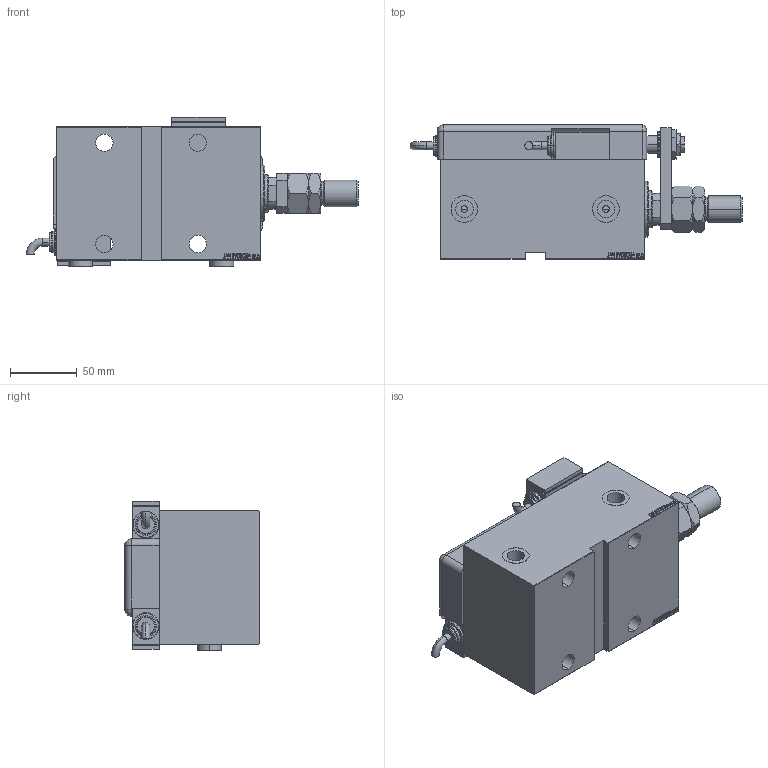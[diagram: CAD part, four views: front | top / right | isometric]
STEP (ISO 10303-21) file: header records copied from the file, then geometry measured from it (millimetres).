
FILE_DESCRIPTION (( 'STEP AP203' ), '1' );
FILE_NAME ('561d.STEP', '2024-05-20T10:17:49', ( '' ), ( '' ), 'SwSTEP 2.0', 'SolidWorks 2019', '' );
FILE_SCHEMA (( 'CONFIG_CONTROL_DESIGN' ));
Length unit declared in the file: millimetre
Products named in the file (15): ZARAZKA_Q 3ee89dc1dc220357465b2c35494f9873; KRYT 3ee89dc1dc220357465b2c35494f9873; MAGNETIC SWITCH Q 3ee89dc1dc220357465b2c35494f9873; Zatka_OIL_PORT 3ee89dc1dc220357465b2c35494f9873; SWITCH Q 3ee89dc1dc220357465b2c35494f9873; Q_T_W_MTA 3ee89dc1dc220357465b2c35494f9873; V450CM_E_Body 3ee89dc1dc220357465b2c35494f9873; NUT_D13 3ee89dc1dc220357465b2c35494f9873; 561d; V450CM_E_VCP 3ee89dc1dc220357465b2c35494f9873; TYC 3ee89dc1dc220357465b2c35494f9873; NUT_D19 3ee89dc1dc220357465b2c35494f9873; SWITCH_Q_FRONT_BACK 3ee89dc1dc220357465b2c35494f9873; V450CM_VC_B 3ee89dc1dc220357465b2c35494f9873; SWITCH DIM A_G 3ee89dc1dc220357465b2c35494f9873
Assembly tree (16 placements, depth 3):
  561d
    V450CM_E_Body 3ee89dc1dc220357465b2c35494f9873
    V450CM_E_VCP 3ee89dc1dc220357465b2c35494f9873
    V450CM_VC_B 3ee89dc1dc220357465b2c35494f9873
    MAGNETIC SWITCH Q 3ee89dc1dc220357465b2c35494f9873
      SWITCH_Q_FRONT_BACK 3ee89dc1dc220357465b2c35494f9873
      TYC 3ee89dc1dc220357465b2c35494f9873
      ZARAZKA_Q 3ee89dc1dc220357465b2c35494f9873
      SWITCH DIM A_G 3ee89dc1dc220357465b2c35494f9873
      NUT_D19 3ee89dc1dc220357465b2c35494f9873
      NUT_D13 3ee89dc1dc220357465b2c35494f9873
      KRYT 3ee89dc1dc220357465b2c35494f9873
      SWITCH Q 3ee89dc1dc220357465b2c35494f9873  x2
    Q_T_W_MTA 3ee89dc1dc220357465b2c35494f9873
    Zatka_OIL_PORT 3ee89dc1dc220357465b2c35494f9873  x2
Bounding box: 248.76 x 100.8 x 111.9 mm (x, y, z)
Volume: 1178037.8 mm3; surface area: 214663.1 mm2
Topology: 16 solids, 16 shells, 1345 faces, 3372 edges, 2209 vertices
Faces by surface type: plane 667, bspline 471, cylinder 127, cone 54, torus 24, sphere 2
Entity records: 61737 total; most frequent: CARTESIAN_POINT 32264, ORIENTED_EDGE 6468, DIRECTION 4204, EDGE_CURVE 3234, VERTEX_POINT 2125, VECTOR 1902, LINE 1902, EDGE_LOOP 1463
